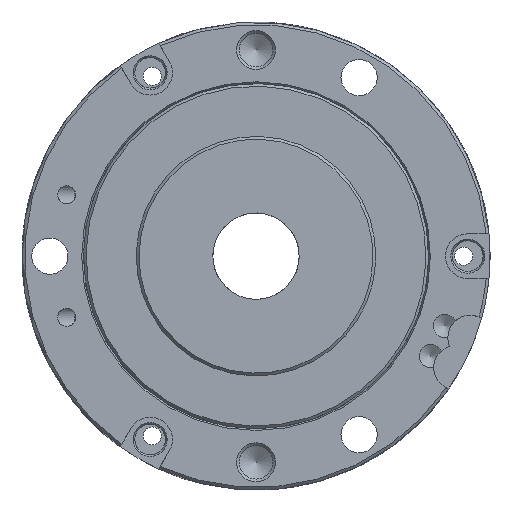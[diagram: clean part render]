
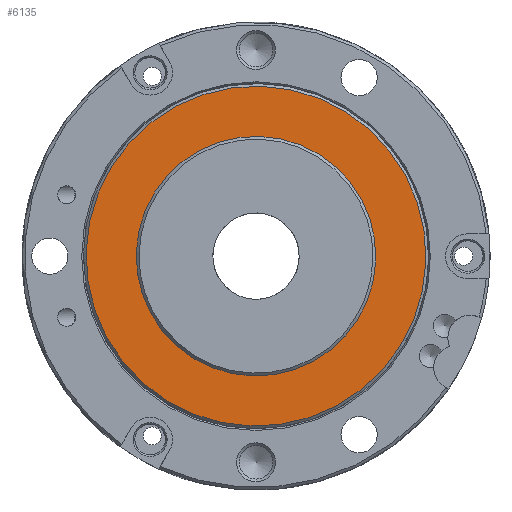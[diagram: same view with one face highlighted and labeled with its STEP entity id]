
A CAD part, front view. The second image highlights one B-rep face of the part: STEP entity #6135.
In plain terms, the highlighted face is planar.
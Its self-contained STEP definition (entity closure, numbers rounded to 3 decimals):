
#257=FACE_BOUND('',#1381,.T.);
#514=CIRCLE('',#6906,21.5);
#515=CIRCLE('',#6907,21.5);
#517=CIRCLE('',#6911,30.5);
#712=PLANE('',#6916);
#1003=FACE_OUTER_BOUND('',#1380,.T.);
#1380=EDGE_LOOP('',(#5276));
#1381=EDGE_LOOP('',(#5277,#5278));
#2921=VERTEX_POINT('',#11223);
#2922=VERTEX_POINT('',#11224);
#2925=VERTEX_POINT('',#11233);
#3736=EDGE_CURVE('',#2921,#2922,#514,.T.);
#3737=EDGE_CURVE('',#2922,#2921,#515,.T.);
#3741=EDGE_CURVE('',#2925,#2925,#517,.T.);
#5276=ORIENTED_EDGE('',*,*,#3741,.F.);
#5277=ORIENTED_EDGE('',*,*,#3736,.T.);
#5278=ORIENTED_EDGE('',*,*,#3737,.T.);
#6135=ADVANCED_FACE('',(#1003,#257),#712,.T.);
#6906=AXIS2_PLACEMENT_3D('',#11225,#8379,#8380);
#6907=AXIS2_PLACEMENT_3D('',#11226,#8381,#8382);
#6911=AXIS2_PLACEMENT_3D('',#11235,#8391,#8392);
#6916=AXIS2_PLACEMENT_3D('',#11243,#8402,#8403);
#8379=DIRECTION('center_axis',(0.,0.,1.));
#8380=DIRECTION('ref_axis',(1.,0.,0.));
#8381=DIRECTION('center_axis',(0.,0.,1.));
#8382=DIRECTION('ref_axis',(1.,0.,0.));
#8391=DIRECTION('center_axis',(0.,0.,1.));
#8392=DIRECTION('ref_axis',(-1.,0.,0.));
#8402=DIRECTION('center_axis',(0.,0.,-1.));
#8403=DIRECTION('ref_axis',(-1.,0.,0.));
#11223=CARTESIAN_POINT('',(21.5,0.,4.3));
#11224=CARTESIAN_POINT('',(-21.5,0.,4.3));
#11225=CARTESIAN_POINT('Origin',(0.,0.,4.3));
#11226=CARTESIAN_POINT('Origin',(0.,0.,4.3));
#11233=CARTESIAN_POINT('',(30.5,0.,4.3));
#11235=CARTESIAN_POINT('Origin',(0.,0.,4.3));
#11243=CARTESIAN_POINT('Origin',(31.,0.,4.3));
